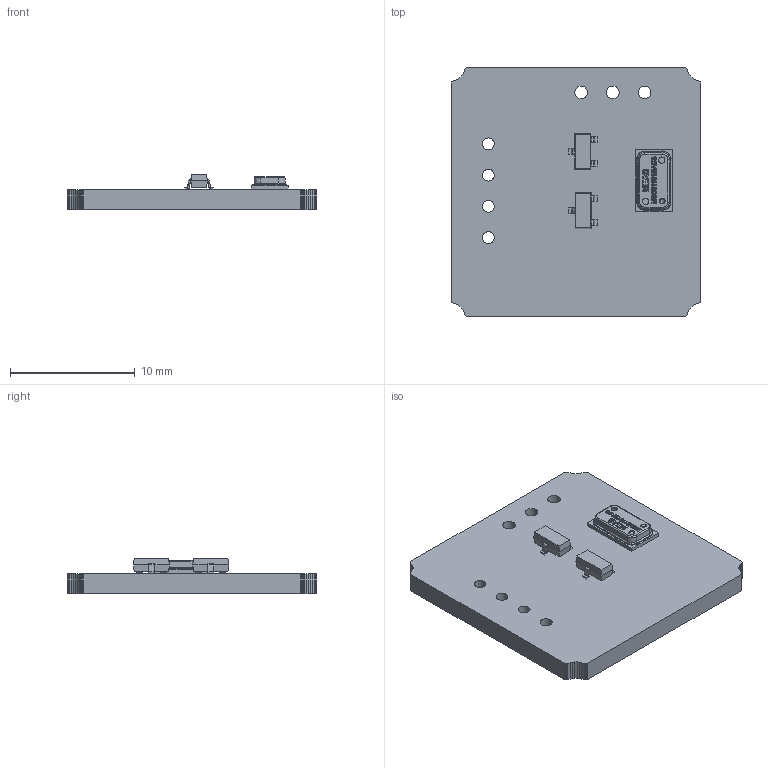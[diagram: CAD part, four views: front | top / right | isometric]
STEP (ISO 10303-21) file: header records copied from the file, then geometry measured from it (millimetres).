
FILE_DESCRIPTION(('KiCad electronic assembly'),'2;1');
FILE_NAME('B-MS5611-Brk-01Mbr-R01.step','2024-05-27T01:38:07',('Pcbnew') ,('Kicad'),'Open CASCADE STEP processor 7.7','KiCad to STEP converter' ,'Unknown');
FILE_SCHEMA(('AUTOMOTIVE_DESIGN { 1 0 10303 214 1 1 1 1 }'));
Length unit declared in the file: millimetre
Products named in the file (6): B-MS5611-Brk-01Mbr-R01 1; sot23; MAX6103EUR-T; MS5611-01BA03; Document; B-MS5611-Brk-01Mbr-R01 PCB
Assembly tree (6 placements, depth 3):
  B-MS5611-Brk-01Mbr-R01 1
    sot23  x2
      MAX6103EUR-T
    MS5611-01BA03
      Document
    B-MS5611-Brk-01Mbr-R01 PCB
Bounding box: 20 x 20 x 2.83 mm (x, y, z)
Volume: 633.3 mm3; surface area: 1041.6 mm2
Topology: 17 solids, 43 shells, 436 faces, 1166 edges, 791 vertices
Faces by surface type: plane 237, bspline 168, cylinder 31
Full cylindrical faces by diameter (mm): 0.95 x4, 1.016 x3
Entity records: 31003 total; most frequent: CARTESIAN_POINT 14384, DIRECTION 1971, ORIENTED_EDGE 1852, PCURVE 1852, DEFINITIONAL_REPRESENTATION 1852, LINE 1437, VECTOR 1437, B_SPLINE_CURVE_WITH_KNOTS 1256
